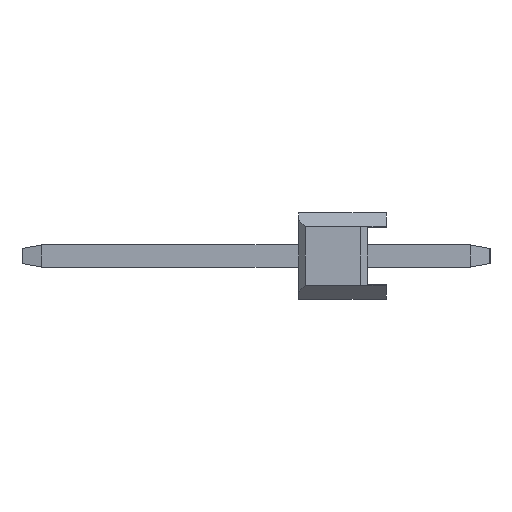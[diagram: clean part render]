
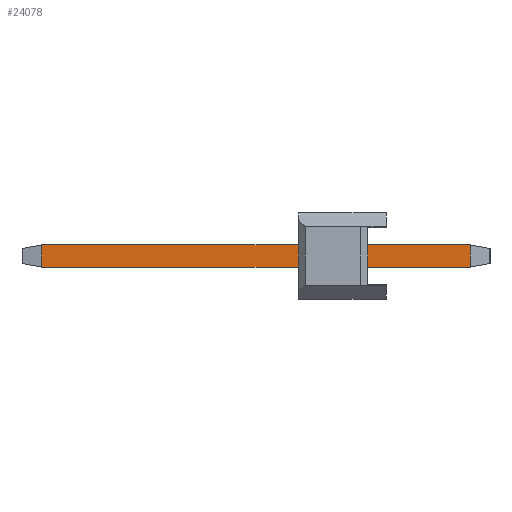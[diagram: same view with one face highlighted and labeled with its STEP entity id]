
A CAD part, left-side view. The second image highlights one B-rep face of the part: STEP entity #24078.
In plain terms, the highlighted planar face has unit normal (-1, 0, 0).
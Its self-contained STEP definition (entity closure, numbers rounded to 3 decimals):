
#1787 = VERTEX_POINT ( 'NONE', #3458 ) ;
#2417 = DIRECTION ( 'NONE',  ( 0., 0., 1. ) ) ;
#3458 = CARTESIAN_POINT ( 'NONE',  ( -0.32, -2.433, 0.32 ) ) ;
#3655 = LINE ( 'NONE', #16675, #14713 ) ;
#4418 = CARTESIAN_POINT ( 'NONE',  ( -0.32, 10.54, 0.32 ) ) ;
#4615 = EDGE_LOOP ( 'NONE', ( #22130, #29048, #12920, #33829 ) ) ;
#8097 = VERTEX_POINT ( 'NONE', #30595 ) ;
#8253 = LINE ( 'NONE', #21279, #14868 ) ;
#8389 = EDGE_CURVE ( 'NONE', #8097, #1787, #3655, .T. ) ;
#11281 = CARTESIAN_POINT ( 'NONE',  ( -0.32, 9.973, -0.32 ) ) ;
#12920 = ORIENTED_EDGE ( 'NONE', *, *, #8389, .F. ) ;
#13419 = LINE ( 'NONE', #26443, #14312 ) ;
#14312 = VECTOR ( 'NONE', #39453, 1000. ) ;
#14713 = VECTOR ( 'NONE', #29687, 1000. ) ;
#14868 = VECTOR ( 'NONE', #34288, 1000. ) ;
#16675 = CARTESIAN_POINT ( 'NONE',  ( -0.32, 10.54, 0.32 ) ) ;
#17440 = DIRECTION ( 'NONE',  ( 1., 0., 0. ) ) ;
#18197 = CARTESIAN_POINT ( 'NONE',  ( -0.32, -2.433, -0.32 ) ) ;
#18652 = LINE ( 'NONE', #31658, #38205 ) ;
#20653 = FACE_OUTER_BOUND ( 'NONE', #4615, .T. ) ;
#21279 = CARTESIAN_POINT ( 'NONE',  ( -0.32, 9.973, -0.32 ) ) ;
#21683 = VERTEX_POINT ( 'NONE', #11281 ) ;
#22130 = ORIENTED_EDGE ( 'NONE', *, *, #22698, .T. ) ;
#22698 = EDGE_CURVE ( 'NONE', #21683, #38416, #13419, .T. ) ;
#24078 = ADVANCED_FACE ( 'NONE', ( #20653 ), #33658, .F. ) ;
#25139 = AXIS2_PLACEMENT_3D ( 'NONE', #4418, #17440, #30453 ) ;
#26167 = EDGE_CURVE ( 'NONE', #8097, #21683, #8253, .T. ) ;
#26443 = CARTESIAN_POINT ( 'NONE',  ( -0.32, 10.54, -0.32 ) ) ;
#29048 = ORIENTED_EDGE ( 'NONE', *, *, #33631, .T. ) ;
#29687 = DIRECTION ( 'NONE',  ( 0., -1., 0. ) ) ;
#30453 = DIRECTION ( 'NONE',  ( 0., 0., -1. ) ) ;
#30595 = CARTESIAN_POINT ( 'NONE',  ( -0.32, 9.973, 0.32 ) ) ;
#31658 = CARTESIAN_POINT ( 'NONE',  ( -0.32, -2.433, 0.32 ) ) ;
#33631 = EDGE_CURVE ( 'NONE', #38416, #1787, #18652, .T. ) ;
#33658 = PLANE ( 'NONE',  #25139 ) ;
#33829 = ORIENTED_EDGE ( 'NONE', *, *, #26167, .T. ) ;
#34288 = DIRECTION ( 'NONE',  ( 0., 0., -1. ) ) ;
#38205 = VECTOR ( 'NONE', #2417, 1000. ) ;
#38416 = VERTEX_POINT ( 'NONE', #18197 ) ;
#39453 = DIRECTION ( 'NONE',  ( 0., -1., 0. ) ) ;
